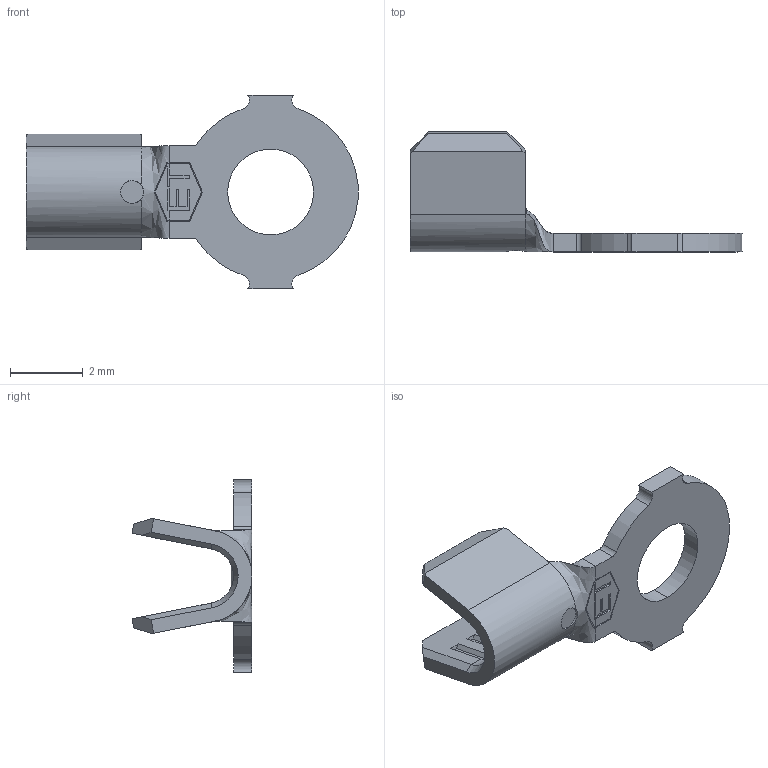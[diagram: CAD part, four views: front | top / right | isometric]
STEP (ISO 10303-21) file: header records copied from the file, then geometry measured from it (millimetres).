
FILE_DESCRIPTION (( 'STEP AP203' ), '1' );
FILE_NAME ('00190.STEP', '2015-02-17T12:50:31', ( '' ), ( '' ), 'SwSTEP 2.0', 'SolidWorks 2014', '' );
FILE_SCHEMA (( 'CONFIG_CONTROL_DESIGN' ));
Length unit declared in the file: inch
Products named in the file (1): 00190
Bounding box: 9.14 x 3.3 x 5.33 mm (x, y, z)
Volume: 19.7 mm3; surface area: 103.3 mm2
Topology: 1 solids, 1 shells, 131 faces, 346 edges, 218 vertices
Faces by surface type: plane 92, cylinder 23, cone 9, bspline 7
Entity records: 4240 total; most frequent: CARTESIAN_POINT 985, ORIENTED_EDGE 692, DIRECTION 608, EDGE_CURVE 346, LINE 266, VECTOR 266, VERTEX_POINT 218, AXIS2_PLACEMENT_3D 171
